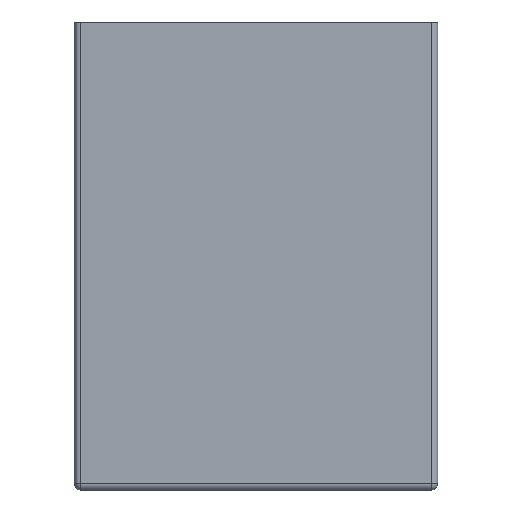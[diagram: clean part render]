
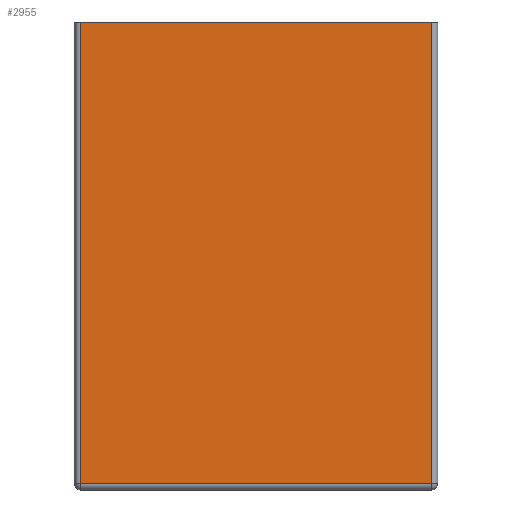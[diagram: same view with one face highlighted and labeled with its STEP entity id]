
A CAD part, front view. The second image highlights one B-rep face of the part: STEP entity #2955.
In plain terms, the highlighted planar face has unit normal (0, -1, 0).
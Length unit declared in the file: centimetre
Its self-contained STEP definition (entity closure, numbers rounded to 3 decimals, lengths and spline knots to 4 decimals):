
#2682=CARTESIAN_POINT('',(2.15,-1.,0.05));
#2683=VERTEX_POINT('',#2682);
#2734=CARTESIAN_POINT('',(2.15,-1.,3.8));
#2735=VERTEX_POINT('',#2734);
#2743=CARTESIAN_POINT('',(2.15,-1.,3.955));
#2744=DIRECTION('',(0.,0.,-1.));
#2745=VECTOR('',#2744,4.01);
#2746=LINE('',#2743,#2745);
#2747=EDGE_CURVE('',#2735,#2683,#2746,.T.);
#2766=CARTESIAN_POINT('',(-0.7,-1.,0.05));
#2767=VERTEX_POINT('',#2766);
#2817=CARTESIAN_POINT('',(2.266,-1.,0.05));
#2818=DIRECTION('',(-1.,0.,0.));
#2819=VECTOR('',#2818,3.082);
#2820=LINE('',#2817,#2819);
#2821=EDGE_CURVE('',#2683,#2767,#2820,.T.);
#2831=CARTESIAN_POINT('',(-0.7,-1.,3.8));
#2832=VERTEX_POINT('',#2831);
#2849=CARTESIAN_POINT('',(-0.7,-1.,-0.055));
#2850=DIRECTION('',(0.,0.,1.));
#2851=VECTOR('',#2850,4.01);
#2852=LINE('',#2849,#2851);
#2853=EDGE_CURVE('',#2767,#2832,#2852,.T.);
#2939=CARTESIAN_POINT('',(0.725,-1.,0.));
#2940=DIRECTION('',(0.,-1.,0.));
#2941=DIRECTION('',(1.,0.,0.));
#2942=AXIS2_PLACEMENT_3D('',#2939,#2940,#2941);
#2943=PLANE('',#2942);
#2944=ORIENTED_EDGE('',*,*,#2853,.F.);
#2945=ORIENTED_EDGE('',*,*,#2821,.F.);
#2946=ORIENTED_EDGE('',*,*,#2747,.F.);
#2947=CARTESIAN_POINT('',(12347.2,-1.,3.8));
#2948=DIRECTION('',(-1.,0.,0.));
#2949=VECTOR('',#2948,24690.);
#2950=LINE('',#2947,#2949);
#2951=EDGE_CURVE('',#2735,#2832,#2950,.T.);
#2952=ORIENTED_EDGE('',*,*,#2951,.T.);
#2953=EDGE_LOOP('',(#2944,#2945,#2946,#2952));
#2954=FACE_BOUND('',#2953,.T.);
#2955=ADVANCED_FACE('',(#2954),#2943,.T.);
